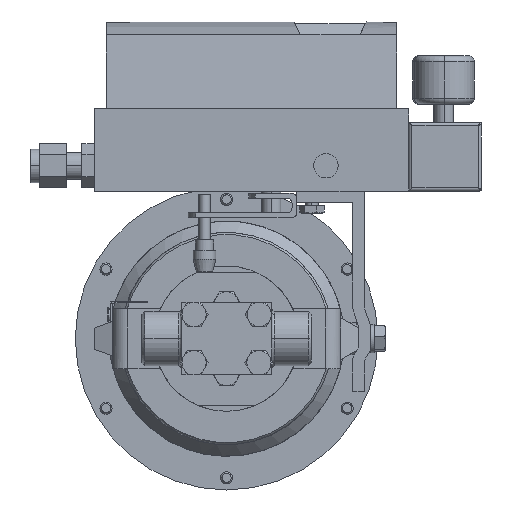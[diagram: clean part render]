
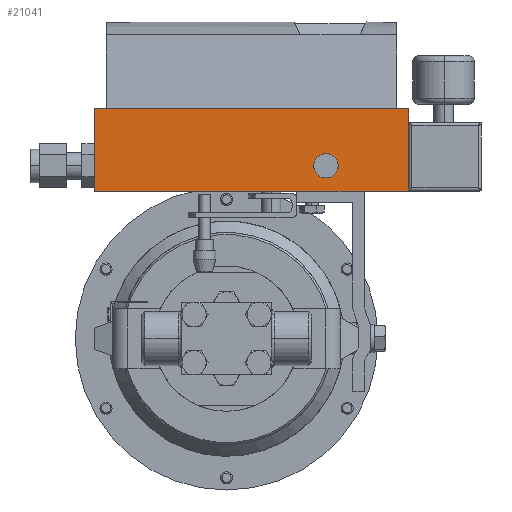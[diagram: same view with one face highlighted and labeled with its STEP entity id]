
A CAD part, front view. The second image highlights one B-rep face of the part: STEP entity #21041.
In plain terms, the highlighted planar face has unit normal (0, -1, 0).
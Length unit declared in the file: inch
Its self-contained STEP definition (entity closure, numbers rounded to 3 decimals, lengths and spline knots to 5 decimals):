
#270 = VERTEX_POINT ( 'NONE', #18211 ) ;
#571 = CARTESIAN_POINT ( 'NONE',  ( -1.58843, 6.38066, 7.37245 ) ) ;
#929 = VECTOR ( 'NONE', #3529, 39.37008 ) ;
#1293 = EDGE_CURVE ( 'NONE', #7808, #20465, #7742, .T. ) ;
#1382 = VECTOR ( 'NONE', #15959, 39.37008 ) ;
#2753 = DIRECTION ( 'NONE',  ( 0., -1., 0. ) ) ;
#2787 = EDGE_CURVE ( 'NONE', #29794, #23274, #24203, .T. ) ;
#3129 = AXIS2_PLACEMENT_3D ( 'NONE', #28830, #13409, #31360 ) ;
#3202 = CARTESIAN_POINT ( 'NONE',  ( 4.66157, 6.38066, 7.37245 ) ) ;
#3332 = VERTEX_POINT ( 'NONE', #23646 ) ;
#3529 = DIRECTION ( 'NONE',  ( 0., 0., 1. ) ) ;
#3650 = CIRCLE ( 'NONE', #29366, 0.25157 ) ;
#3768 = CARTESIAN_POINT ( 'NONE',  ( 4.91157, 6.38066, 7.37245 ) ) ;
#3840 = FACE_BOUND ( 'NONE', #6263, .T. ) ;
#4950 = DIRECTION ( 'NONE',  ( 1., 0., 0. ) ) ;
#5174 = CARTESIAN_POINT ( 'NONE',  ( 4.91157, 6.38066, 7.08989 ) ) ;
#5332 = CARTESIAN_POINT ( 'NONE',  ( 4.66157, 6.38066, 5.67248 ) ) ;
#5607 = ORIENTED_EDGE ( 'NONE', *, *, #7288, .T. ) ;
#6187 = CARTESIAN_POINT ( 'NONE',  ( 2.59157, 6.38066, 5.67248 ) ) ;
#6263 = EDGE_LOOP ( 'NONE', ( #15493, #19703 ) ) ;
#6459 = DIRECTION ( 'NONE',  ( 0., 0., 1. ) ) ;
#6679 = CARTESIAN_POINT ( 'NONE',  ( -1.58843, 6.38066, 7.37245 ) ) ;
#6693 = EDGE_CURVE ( 'NONE', #270, #7808, #29110, .T. ) ;
#7288 = EDGE_CURVE ( 'NONE', #20465, #8797, #10168, .T. ) ;
#7742 = LINE ( 'NONE', #18141, #929 ) ;
#7808 = VERTEX_POINT ( 'NONE', #19599 ) ;
#8213 = CIRCLE ( 'NONE', #3129, 0.25157 ) ;
#8570 = CARTESIAN_POINT ( 'NONE',  ( -1.33843, 6.38066, 7.37245 ) ) ;
#8797 = VERTEX_POINT ( 'NONE', #3768 ) ;
#9602 = CARTESIAN_POINT ( 'NONE',  ( 4.66157, 6.38066, 5.67248 ) ) ;
#9824 = AXIS2_PLACEMENT_3D ( 'NONE', #26210, #28863, #13440 ) ;
#10168 = LINE ( 'NONE', #11700, #29869 ) ;
#10251 = VECTOR ( 'NONE', #14496, 39.37008 ) ;
#10599 = ORIENTED_EDGE ( 'NONE', *, *, #28692, .F. ) ;
#10994 = DIRECTION ( 'NONE',  ( 1., 0., 0. ) ) ;
#11633 = LINE ( 'NONE', #28150, #18442 ) ;
#11700 = CARTESIAN_POINT ( 'NONE',  ( 4.91157, 6.38066, 5.67248 ) ) ;
#13171 = CARTESIAN_POINT ( 'NONE',  ( 4.66157, 6.38066, 5.67248 ) ) ;
#13409 = DIRECTION ( 'NONE',  ( 0., -1., 0. ) ) ;
#13440 = DIRECTION ( 'NONE',  ( 0., 0., -1. ) ) ;
#14191 = VECTOR ( 'NONE', #10994, 39.37008 ) ;
#14482 = ORIENTED_EDGE ( 'NONE', *, *, #22255, .F. ) ;
#14496 = DIRECTION ( 'NONE',  ( 0., 0., 1. ) ) ;
#14763 = ORIENTED_EDGE ( 'NONE', *, *, #27129, .F. ) ;
#15108 = ORIENTED_EDGE ( 'NONE', *, *, #1293, .T. ) ;
#15493 = ORIENTED_EDGE ( 'NONE', *, *, #32901, .F. ) ;
#15636 = DIRECTION ( 'NONE',  ( 1., 0., 0. ) ) ;
#15796 = LINE ( 'NONE', #18630, #14191 ) ;
#15959 = DIRECTION ( 'NONE',  ( 1., 0., 0. ) ) ;
#17107 = EDGE_CURVE ( 'NONE', #3332, #28209, #3650, .T. ) ;
#17893 = LINE ( 'NONE', #27355, #10251 ) ;
#18141 = CARTESIAN_POINT ( 'NONE',  ( 4.91157, 6.38066, 8.67849 ) ) ;
#18144 = CARTESIAN_POINT ( 'NONE',  ( 3.19983, 6.38066, 6.19356 ) ) ;
#18211 = CARTESIAN_POINT ( 'NONE',  ( 3.99157, 6.38066, 5.67248 ) ) ;
#18442 = VECTOR ( 'NONE', #4950, 39.37008 ) ;
#18630 = CARTESIAN_POINT ( 'NONE',  ( 4.66157, 6.38066, 7.37245 ) ) ;
#19365 = VECTOR ( 'NONE', #15636, 39.37008 ) ;
#19599 = CARTESIAN_POINT ( 'NONE',  ( 4.91157, 6.38066, 5.67248 ) ) ;
#19703 = ORIENTED_EDGE ( 'NONE', *, *, #17107, .F. ) ;
#20465 = VERTEX_POINT ( 'NONE', #5174 ) ;
#20733 = DIRECTION ( 'NONE',  ( 0., 0., -1. ) ) ;
#20891 = EDGE_LOOP ( 'NONE', ( #15108, #5607, #10599, #14482, #14763, #23161, #28409, #27939, #21621 ) ) ;
#21041 = ADVANCED_FACE ( 'NONE', ( #25239, #3840 ), #26314, .F. ) ;
#21621 = ORIENTED_EDGE ( 'NONE', *, *, #6693, .T. ) ;
#21625 = VERTEX_POINT ( 'NONE', #6679 ) ;
#22255 = EDGE_CURVE ( 'NONE', #24497, #24469, #11633, .T. ) ;
#22300 = VECTOR ( 'NONE', #32657, 39.37008 ) ;
#22623 = VECTOR ( 'NONE', #28193, 39.37008 ) ;
#23161 = ORIENTED_EDGE ( 'NONE', *, *, #25191, .F. ) ;
#23274 = VERTEX_POINT ( 'NONE', #6187 ) ;
#23646 = CARTESIAN_POINT ( 'NONE',  ( 3.19983, 6.38066, 6.44513 ) ) ;
#24203 = LINE ( 'NONE', #5332, #22623 ) ;
#24469 = VERTEX_POINT ( 'NONE', #3202 ) ;
#24497 = VERTEX_POINT ( 'NONE', #8570 ) ;
#25191 = EDGE_CURVE ( 'NONE', #29794, #21625, #17893, .T. ) ;
#25239 = FACE_OUTER_BOUND ( 'NONE', #20891, .T. ) ;
#26210 = CARTESIAN_POINT ( 'NONE',  ( 4.66157, 6.38066, 5.67248 ) ) ;
#26314 = PLANE ( 'NONE',  #9824 ) ;
#27129 = EDGE_CURVE ( 'NONE', #21625, #24497, #28759, .T. ) ;
#27355 = CARTESIAN_POINT ( 'NONE',  ( -1.58843, 6.38066, 5.67248 ) ) ;
#27655 = CARTESIAN_POINT ( 'NONE',  ( 3.19983, 6.38066, 5.94199 ) ) ;
#27851 = LINE ( 'NONE', #13171, #19365 ) ;
#27939 = ORIENTED_EDGE ( 'NONE', *, *, #31198, .T. ) ;
#28150 = CARTESIAN_POINT ( 'NONE',  ( -1.33843, 6.38066, 7.37245 ) ) ;
#28193 = DIRECTION ( 'NONE',  ( 1., 0., 0. ) ) ;
#28209 = VERTEX_POINT ( 'NONE', #27655 ) ;
#28409 = ORIENTED_EDGE ( 'NONE', *, *, #2787, .T. ) ;
#28692 = EDGE_CURVE ( 'NONE', #24469, #8797, #15796, .T. ) ;
#28759 = LINE ( 'NONE', #571, #1382 ) ;
#28830 = CARTESIAN_POINT ( 'NONE',  ( 3.19983, 6.38066, 6.19356 ) ) ;
#28863 = DIRECTION ( 'NONE',  ( 0., 1., 0. ) ) ;
#29110 = LINE ( 'NONE', #9602, #22300 ) ;
#29366 = AXIS2_PLACEMENT_3D ( 'NONE', #18144, #2753, #20733 ) ;
#29785 = CARTESIAN_POINT ( 'NONE',  ( -1.58843, 6.38066, 5.67248 ) ) ;
#29794 = VERTEX_POINT ( 'NONE', #29785 ) ;
#29869 = VECTOR ( 'NONE', #6459, 39.37008 ) ;
#31198 = EDGE_CURVE ( 'NONE', #23274, #270, #27851, .T. ) ;
#31360 = DIRECTION ( 'NONE',  ( 0., 0., -1. ) ) ;
#32657 = DIRECTION ( 'NONE',  ( 1., 0., 0. ) ) ;
#32901 = EDGE_CURVE ( 'NONE', #28209, #3332, #8213, .T. ) ;
